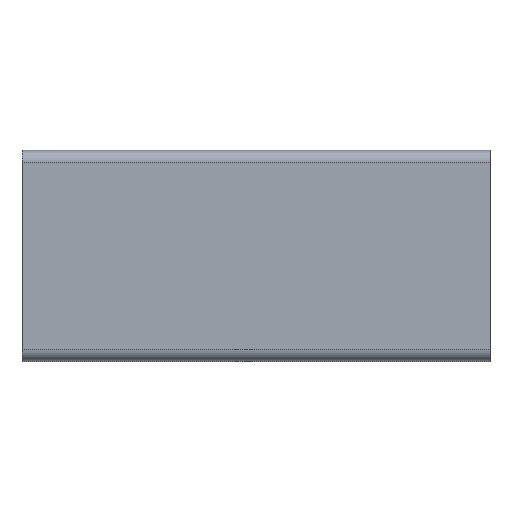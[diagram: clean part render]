
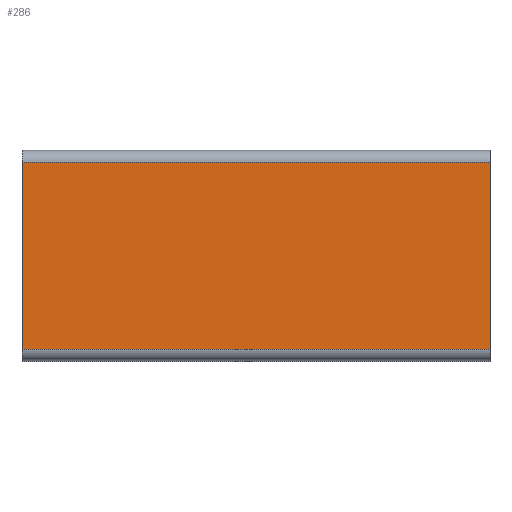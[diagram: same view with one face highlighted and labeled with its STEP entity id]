
A CAD part, top view. The second image highlights one B-rep face of the part: STEP entity #286.
In plain terms, the highlighted planar face has unit normal (0, 0, 1).
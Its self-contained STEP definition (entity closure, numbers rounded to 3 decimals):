
#16 = CARTESIAN_POINT ( 'NONE',  ( 59.184, 34.898, 67.5 ) ) ;
#42 = EDGE_CURVE ( 'NONE', #970, #1363, #2152, .T. ) ;
#272 = CARTESIAN_POINT ( 'NONE',  ( -40.816, 34.898, 67.5 ) ) ;
#274 = VERTEX_POINT ( 'NONE', #2663 ) ;
#286 = ADVANCED_FACE ( 'NONE', ( #2594 ), #1193, .F. ) ;
#309 = ORIENTED_EDGE ( 'NONE', *, *, #2129, .F. ) ;
#441 = CARTESIAN_POINT ( 'NONE',  ( 59.184, 34.898, 67.5 ) ) ;
#519 = EDGE_LOOP ( 'NONE', ( #2445, #309, #1914, #565 ) ) ;
#565 = ORIENTED_EDGE ( 'NONE', *, *, #1931, .T. ) ;
#571 = VERTEX_POINT ( 'NONE', #2294 ) ;
#594 = LINE ( 'NONE', #1577, #1160 ) ;
#683 = DIRECTION ( 'NONE',  ( -1., 0., 0. ) ) ;
#708 = DIRECTION ( 'NONE',  ( -1., 0., 0. ) ) ;
#727 = VECTOR ( 'NONE', #1632, 1000. ) ;
#861 = VECTOR ( 'NONE', #1593, 1000. ) ;
#970 = VERTEX_POINT ( 'NONE', #2447 ) ;
#1160 = VECTOR ( 'NONE', #1775, 1000. ) ;
#1193 = PLANE ( 'NONE',  #2526 ) ;
#1230 = VECTOR ( 'NONE', #683, 1000. ) ;
#1363 = VERTEX_POINT ( 'NONE', #272 ) ;
#1524 = LINE ( 'NONE', #2109, #727 ) ;
#1577 = CARTESIAN_POINT ( 'NONE',  ( 59.184, 74.898, 67.5 ) ) ;
#1593 = DIRECTION ( 'NONE',  ( 0., -1., 0. ) ) ;
#1632 = DIRECTION ( 'NONE',  ( 0., -1., 0. ) ) ;
#1775 = DIRECTION ( 'NONE',  ( -1., 0., 0. ) ) ;
#1907 = DIRECTION ( 'NONE',  ( 0., 0., -1. ) ) ;
#1914 = ORIENTED_EDGE ( 'NONE', *, *, #2191, .F. ) ;
#1931 = EDGE_CURVE ( 'NONE', #571, #970, #594, .T. ) ;
#2109 = CARTESIAN_POINT ( 'NONE',  ( 59.184, 34.898, 67.5 ) ) ;
#2129 = EDGE_CURVE ( 'NONE', #274, #1363, #2467, .T. ) ;
#2152 = LINE ( 'NONE', #2551, #861 ) ;
#2191 = EDGE_CURVE ( 'NONE', #571, #274, #1524, .T. ) ;
#2294 = CARTESIAN_POINT ( 'NONE',  ( 59.184, 74.898, 67.5 ) ) ;
#2445 = ORIENTED_EDGE ( 'NONE', *, *, #42, .T. ) ;
#2447 = CARTESIAN_POINT ( 'NONE',  ( -40.816, 74.898, 67.5 ) ) ;
#2467 = LINE ( 'NONE', #441, #1230 ) ;
#2526 = AXIS2_PLACEMENT_3D ( 'NONE', #16, #1907, #708 ) ;
#2551 = CARTESIAN_POINT ( 'NONE',  ( -40.816, 34.898, 67.5 ) ) ;
#2594 = FACE_OUTER_BOUND ( 'NONE', #519, .T. ) ;
#2663 = CARTESIAN_POINT ( 'NONE',  ( 59.184, 34.898, 67.5 ) ) ;
